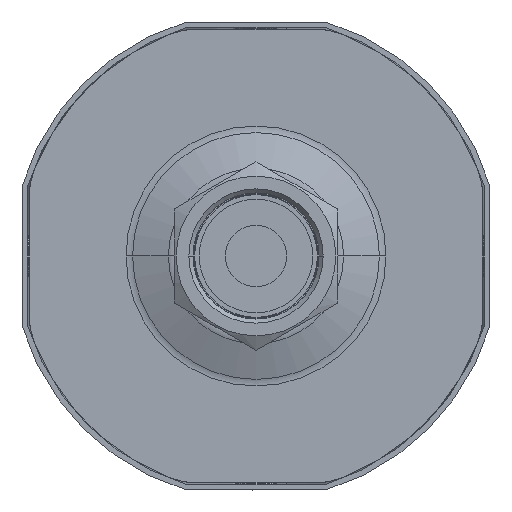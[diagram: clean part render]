
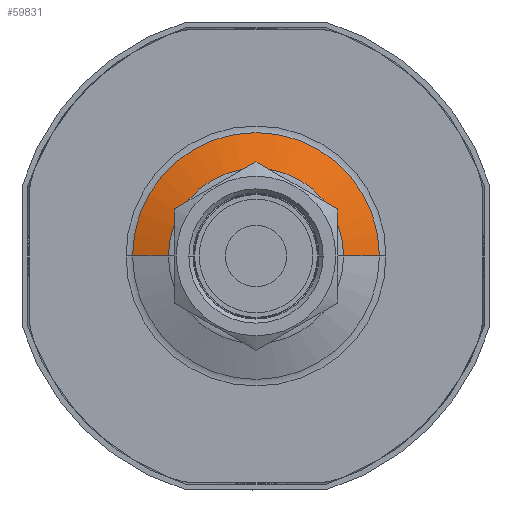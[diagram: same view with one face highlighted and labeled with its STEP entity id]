
A CAD part, front view. The second image highlights one B-rep face of the part: STEP entity #59831.
In plain terms, the highlighted conical face has half-angle 70 degrees and reference radius 20.422 mm.
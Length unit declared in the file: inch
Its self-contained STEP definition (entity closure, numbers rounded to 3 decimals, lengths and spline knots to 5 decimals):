
#535 = CARTESIAN_POINT ( 'NONE',  ( 0.57071, 0.99609, 0. ) ) ;
#4869 = LINE ( 'NONE', #81343, #70940 ) ;
#5713 = EDGE_CURVE ( 'NONE', #65909, #87793, #59527, .T. ) ;
#13916 = CARTESIAN_POINT ( 'NONE',  ( 0.80404, 1.08101, 0. ) ) ;
#15213 = DIRECTION ( 'NONE',  ( -1., 0., 0. ) ) ;
#15594 = CIRCLE ( 'NONE', #37688, 0.57071 ) ;
#18363 = DIRECTION ( 'NONE',  ( -1., 0., 0. ) ) ;
#19715 = CARTESIAN_POINT ( 'NONE',  ( 0., 1.08101, 0. ) ) ;
#19951 = EDGE_CURVE ( 'NONE', #38168, #87793, #80092, .T. ) ;
#22380 = ORIENTED_EDGE ( 'NONE', *, *, #19951, .T. ) ;
#24181 = AXIS2_PLACEMENT_3D ( 'NONE', #19715, #41363, #18363 ) ;
#24706 = CARTESIAN_POINT ( 'NONE',  ( -0.80404, 1.08101, 0. ) ) ;
#29224 = CONICAL_SURFACE ( 'NONE', #82158, 0.80404, 1.222 ) ;
#30162 = CARTESIAN_POINT ( 'NONE',  ( 0., 0.99609, 0. ) ) ;
#32486 = DIRECTION ( 'NONE',  ( 0.94, 0.342, 0. ) ) ;
#37688 = AXIS2_PLACEMENT_3D ( 'NONE', #30162, #64319, #43072 ) ;
#38168 = VERTEX_POINT ( 'NONE', #13916 ) ;
#41363 = DIRECTION ( 'NONE',  ( 0., -1., 0. ) ) ;
#43072 = DIRECTION ( 'NONE',  ( -1., 0., 0. ) ) ;
#46142 = DIRECTION ( 'NONE',  ( -0.94, 0.342, 0. ) ) ;
#46280 = VERTEX_POINT ( 'NONE', #535 ) ;
#47506 = ORIENTED_EDGE ( 'NONE', *, *, #81999, .T. ) ;
#48061 = FACE_OUTER_BOUND ( 'NONE', #69911, .T. ) ;
#48530 = CARTESIAN_POINT ( 'NONE',  ( 0., 1.08101, 0. ) ) ;
#52618 = CARTESIAN_POINT ( 'NONE',  ( -0.80404, 1.08101, 0. ) ) ;
#54930 = EDGE_CURVE ( 'NONE', #46280, #38168, #4869, .T. ) ;
#58605 = VECTOR ( 'NONE', #46142, 39.37008 ) ;
#59527 = LINE ( 'NONE', #52618, #58605 ) ;
#59831 = ADVANCED_FACE ( 'NONE', ( #48061 ), #29224, .T. ) ;
#64319 = DIRECTION ( 'NONE',  ( 0., 1., 0. ) ) ;
#65909 = VERTEX_POINT ( 'NONE', #76462 ) ;
#69911 = EDGE_LOOP ( 'NONE', ( #47506, #86801, #22380, #82874 ) ) ;
#70940 = VECTOR ( 'NONE', #32486, 39.37008 ) ;
#72380 = DIRECTION ( 'NONE',  ( 0., 1., 0. ) ) ;
#76462 = CARTESIAN_POINT ( 'NONE',  ( -0.57071, 0.99609, 0. ) ) ;
#80092 = CIRCLE ( 'NONE', #24181, 0.80404 ) ;
#81343 = CARTESIAN_POINT ( 'NONE',  ( 0.80404, 1.08101, 0. ) ) ;
#81999 = EDGE_CURVE ( 'NONE', #65909, #46280, #15594, .T. ) ;
#82158 = AXIS2_PLACEMENT_3D ( 'NONE', #48530, #72380, #15213 ) ;
#82874 = ORIENTED_EDGE ( 'NONE', *, *, #5713, .F. ) ;
#86801 = ORIENTED_EDGE ( 'NONE', *, *, #54930, .T. ) ;
#87793 = VERTEX_POINT ( 'NONE', #24706 ) ;
